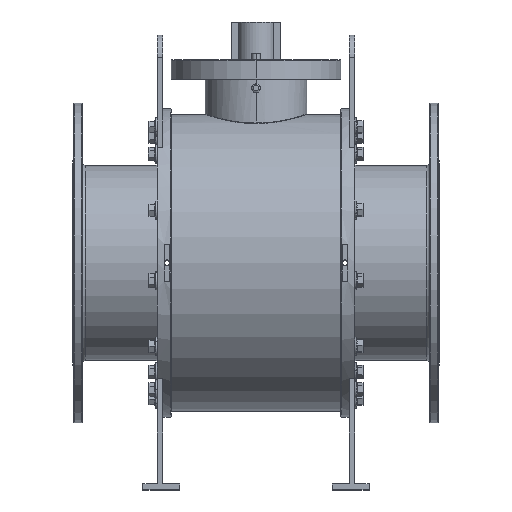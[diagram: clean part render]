
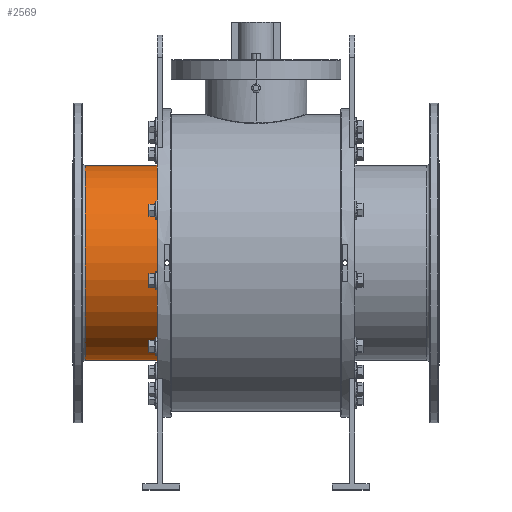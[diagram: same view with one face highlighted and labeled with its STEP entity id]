
A CAD part, top view. The second image highlights one B-rep face of the part: STEP entity #2569.
In plain terms, the highlighted cylindrical face has radius 172.5 mm (diameter 345 mm), a partial arc.
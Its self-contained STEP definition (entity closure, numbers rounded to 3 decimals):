
#16 = CARTESIAN_POINT ( 'NONE',  ( -324., -172.5, 0. ) ) ;
#101 = CARTESIAN_POINT ( 'NONE',  ( -324., 0., 0. ) ) ;
#902 = VERTEX_POINT ( 'NONE', #2571 ) ;
#1170 = FACE_OUTER_BOUND ( 'NONE', #12616, .T. ) ;
#1657 = AXIS2_PLACEMENT_3D ( 'NONE', #101, #4701, #8796 ) ;
#2226 = CIRCLE ( 'NONE', #9349, 172.5 ) ;
#2569 = ADVANCED_FACE ( 'NONE', ( #1170 ), #13428, .T. ) ;
#2571 = CARTESIAN_POINT ( 'NONE',  ( -302., -172.5, 0. ) ) ;
#3485 = DIRECTION ( 'NONE',  ( -1., 0., 0. ) ) ;
#4103 = VERTEX_POINT ( 'NONE', #4534 ) ;
#4443 = ORIENTED_EDGE ( 'NONE', *, *, #5391, .T. ) ;
#4450 = CARTESIAN_POINT ( 'NONE',  ( -302., 0., 0. ) ) ;
#4534 = CARTESIAN_POINT ( 'NONE',  ( -175., -172.5, 0. ) ) ;
#4701 = DIRECTION ( 'NONE',  ( -1., 0., 0. ) ) ;
#5372 = ORIENTED_EDGE ( 'NONE', *, *, #9418, .T. ) ;
#5391 = EDGE_CURVE ( 'NONE', #4103, #9538, #2226, .T. ) ;
#5482 = LINE ( 'NONE', #16, #12250 ) ;
#6825 = DIRECTION ( 'NONE',  ( 1., 0., 0. ) ) ;
#7560 = DIRECTION ( 'NONE',  ( -1., 0., 0. ) ) ;
#7632 = CARTESIAN_POINT ( 'NONE',  ( -175., 0., 0. ) ) ;
#7786 = DIRECTION ( 'NONE',  ( -1., 0., 0. ) ) ;
#8006 = CARTESIAN_POINT ( 'NONE',  ( -302., 172.5, 0. ) ) ;
#8411 = VERTEX_POINT ( 'NONE', #8006 ) ;
#8796 = DIRECTION ( 'NONE',  ( 0., -1., 0. ) ) ;
#8889 = EDGE_CURVE ( 'NONE', #8411, #902, #13871, .T. ) ;
#9349 = AXIS2_PLACEMENT_3D ( 'NONE', #7632, #7560, #10795 ) ;
#9418 = EDGE_CURVE ( 'NONE', #9538, #8411, #10120, .T. ) ;
#9478 = AXIS2_PLACEMENT_3D ( 'NONE', #4450, #6825, #12168 ) ;
#9538 = VERTEX_POINT ( 'NONE', #11417 ) ;
#9726 = ORIENTED_EDGE ( 'NONE', *, *, #8889, .T. ) ;
#9796 = EDGE_CURVE ( 'NONE', #4103, #902, #5482, .T. ) ;
#10043 = CARTESIAN_POINT ( 'NONE',  ( -324., 172.5, 0. ) ) ;
#10120 = LINE ( 'NONE', #10043, #10417 ) ;
#10417 = VECTOR ( 'NONE', #3485, 1000. ) ;
#10795 = DIRECTION ( 'NONE',  ( 0., 0., 1. ) ) ;
#11417 = CARTESIAN_POINT ( 'NONE',  ( -175., 172.5, 0. ) ) ;
#12168 = DIRECTION ( 'NONE',  ( 0., -1., 0. ) ) ;
#12250 = VECTOR ( 'NONE', #7786, 1000. ) ;
#12616 = EDGE_LOOP ( 'NONE', ( #4443, #5372, #9726, #13977 ) ) ;
#13428 = CYLINDRICAL_SURFACE ( 'NONE', #1657, 172.5 ) ;
#13871 = CIRCLE ( 'NONE', #9478, 172.5 ) ;
#13977 = ORIENTED_EDGE ( 'NONE', *, *, #9796, .F. ) ;
